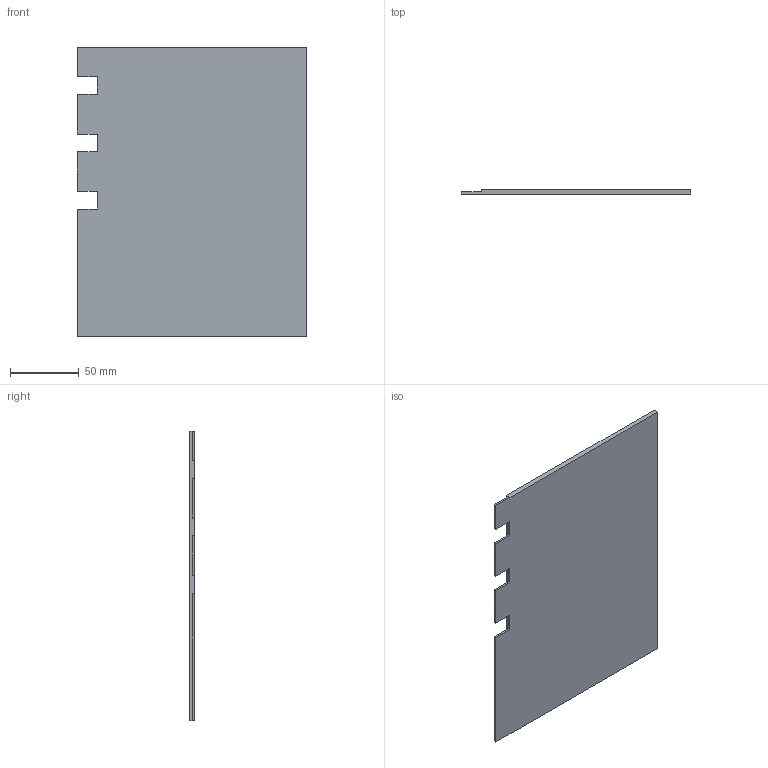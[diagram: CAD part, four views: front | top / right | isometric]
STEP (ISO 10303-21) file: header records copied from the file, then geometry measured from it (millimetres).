
FILE_DESCRIPTION(/* description */ (''),/* implementation_level */ '2;1');
FILE_NAME(/* name */ 'General Page1.stp',/* time_stamp */ '2025-12-17T15:52:25+01:00',/* author */ ('Zenkner'),/* organization */ (''),/* preprocessor_version */ 'ST-DEVELOPER v19.2',/* originating_system */ 'Autodesk Inventor 2023',/* authorisation */ '');
FILE_SCHEMA (('AUTOMOTIVE_DESIGN { 1 0 10303 214 3 1 1 }'));
Length unit declared in the file: millimetre
Products named in the file (1): 1.Page
Bounding box: 167 x 3.64 x 211.2 mm (x, y, z)
Volume: 68212.2 mm3; surface area: 73432.2 mm2
Topology: 1 solids, 1 shells, 39 faces, 102 edges, 69 vertices
Faces by surface type: plane 39
Entity records: 1230 total; most frequent: CARTESIAN_POINT 211, ORIENTED_EDGE 204, DIRECTION 182, LINE 102, VECTOR 102, EDGE_CURVE 102, VERTEX_POINT 68, EDGE_LOOP 42
